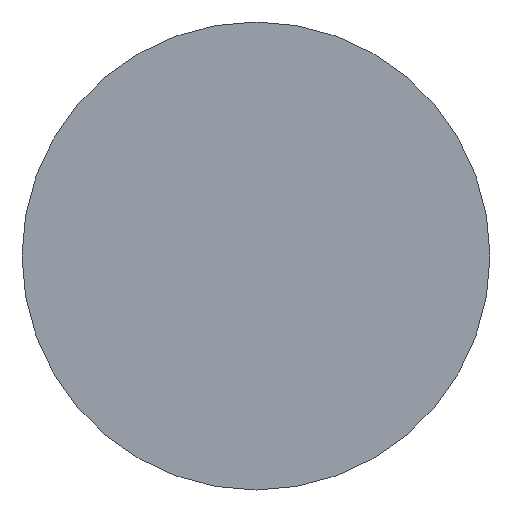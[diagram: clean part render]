
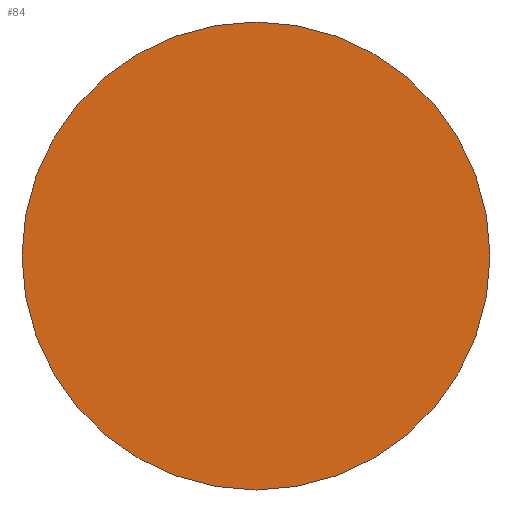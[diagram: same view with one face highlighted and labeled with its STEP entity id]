
A CAD part, front view. The second image highlights one B-rep face of the part: STEP entity #84.
In plain terms, the highlighted planar face has unit normal (0, -1, 0).
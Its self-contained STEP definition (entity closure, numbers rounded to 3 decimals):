
#18=PLANE('',#99);
#30=FACE_OUTER_BOUND('',#37,.T.);
#37=EDGE_LOOP('',(#77));
#44=CIRCLE('',#98,3.2);
#50=VERTEX_POINT('',#148);
#59=EDGE_CURVE('',#50,#50,#44,.T.);
#77=ORIENTED_EDGE('',*,*,#59,.F.);
#84=ADVANCED_FACE('',(#30),#18,.F.);
#98=AXIS2_PLACEMENT_3D('',#150,#126,#127);
#99=AXIS2_PLACEMENT_3D('',#151,#128,#129);
#126=DIRECTION('center_axis',(0.,1.,0.));
#127=DIRECTION('ref_axis',(-1.,0.,0.));
#128=DIRECTION('center_axis',(0.,1.,0.));
#129=DIRECTION('ref_axis',(-1.,0.,0.));
#148=CARTESIAN_POINT('',(3.223,20.114,-4.7));
#150=CARTESIAN_POINT('Origin',(0.023,20.114,-4.7));
#151=CARTESIAN_POINT('Origin',(0.023,20.114,-4.7));
